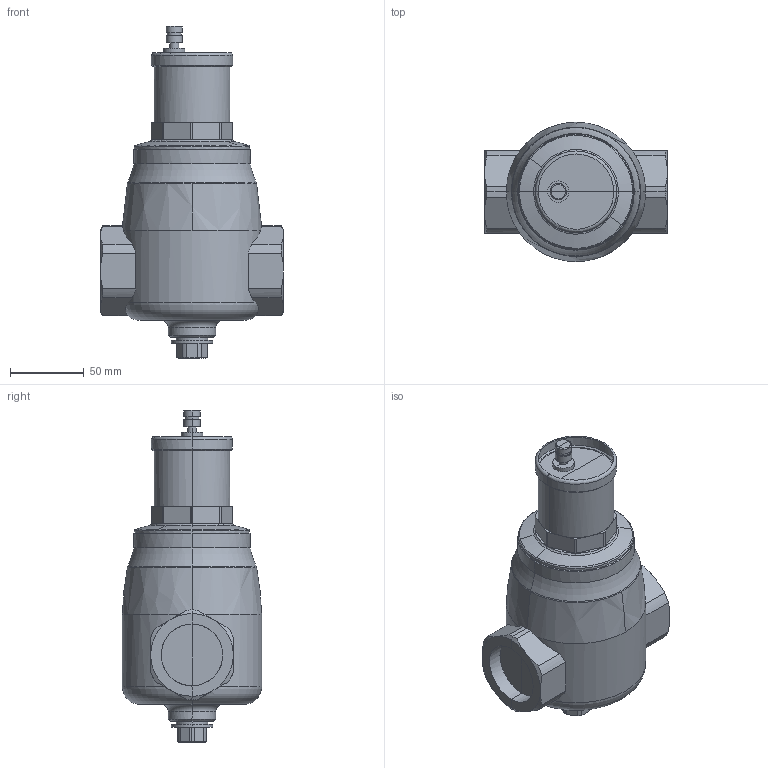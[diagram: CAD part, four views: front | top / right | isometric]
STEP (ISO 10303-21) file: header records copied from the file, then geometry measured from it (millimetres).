
FILE_DESCRIPTION(('CATIA V5 STEP Exchange'),'2;1');
FILE_NAME('STEP_551007_-_TST.stp','2017-10-17T06:12:59+00:00',('none'),('none'),'CATIA Version 5-6 Release 2016 SP4','CATIA V5 STEP AP203','none');
FILE_SCHEMA(('CONFIG_CONTROL_DESIGN'));
Length unit declared in the file: millimetre
Products named in the file (1): 551007 - TST
Bounding box: 124 x 94.4 x 225 mm (x, y, z)
Volume: 878126.6 mm3; surface area: 75959.6 mm2
Topology: 2 solids, 5 shells, 187 faces, 474 edges, 293 vertices
Faces by surface type: cylinder 64, plane 61, cone 44, torus 14, bspline 4
Entity records: 6543 total; most frequent: CARTESIAN_POINT 2382, ORIENTED_EDGE 932, DIRECTION 690, EDGE_CURVE 474, AXIS2_PLACEMENT_3D 327, VERTEX_POINT 293, ADVANCED_FACE 187, EDGE_LOOP 187
